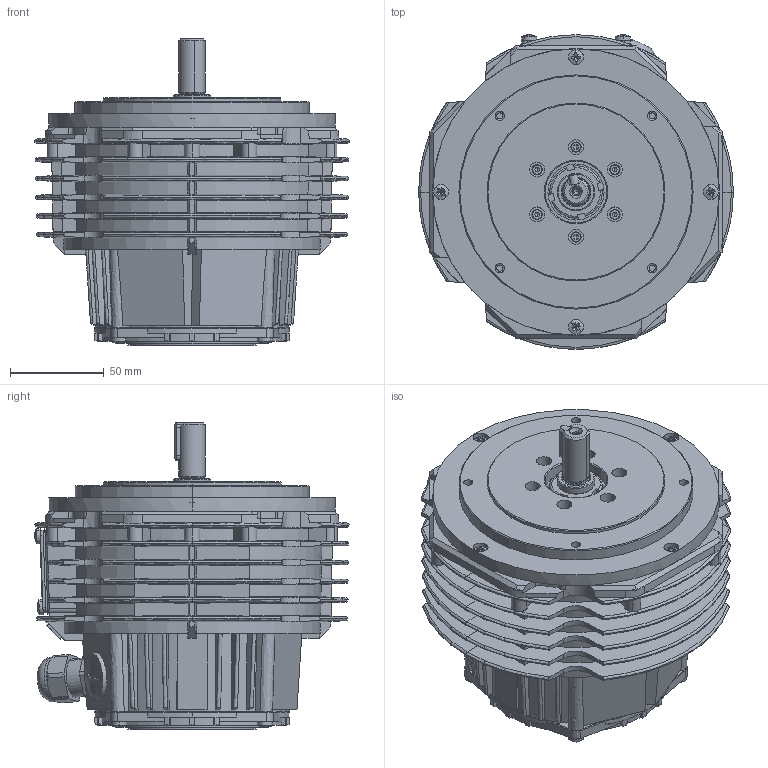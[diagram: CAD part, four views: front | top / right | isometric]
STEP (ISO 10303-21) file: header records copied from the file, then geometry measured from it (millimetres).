
FILE_DESCRIPTION((''),'2;1');
FILE_NAME('MSS-6 BASIC.stp','2013-09-25T12:00:01',('arodrigo'),(''),'Autodesk Inventor 9','Autodesk Inventor 9','');
FILE_SCHEMA(('AUTOMOTIVE_DESIGN { 1 0 10303 214 1 1 1 1 }'));
Length unit declared in the file: millimetre
Products named in the file (1): Pieza4
Bounding box: 168 x 168.01 x 163.6 mm (x, y, z)
Volume: 1845396.8 mm3; surface area: 166840.6 mm2
Topology: 1 solids, 32 shells, 1799 faces, 4840 edges, 3142 vertices
Faces by surface type: plane 864, bspline 298, cylinder 288, cone 195, torus 130, sphere 24
Entity records: 62128 total; most frequent: CARTESIAN_POINT 19013, ORIENTED_EDGE 9652, DIRECTION 8527, EDGE_CURVE 4826, AXIS2_PLACEMENT_3D 3183, VERTEX_POINT 3142, VECTOR 2161, LINE 2161
